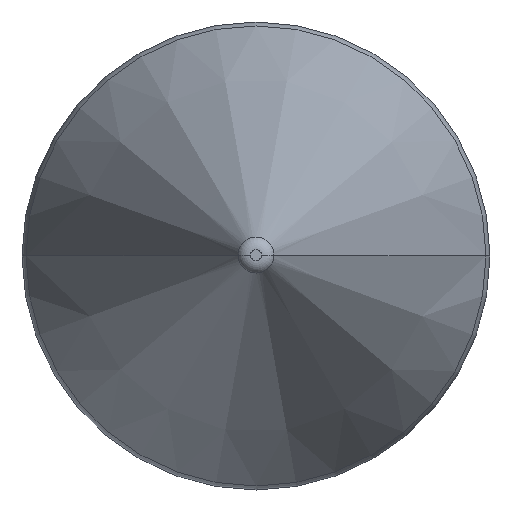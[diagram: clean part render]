
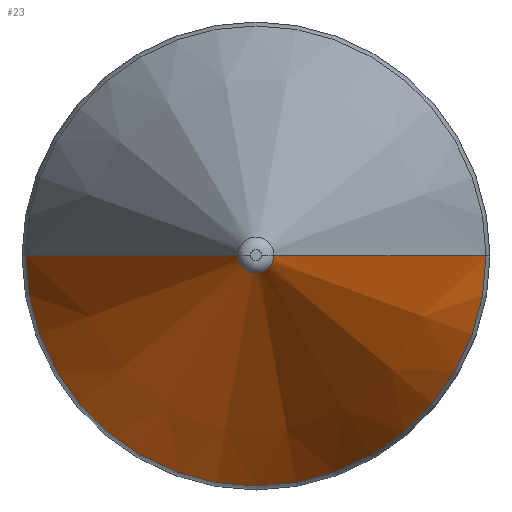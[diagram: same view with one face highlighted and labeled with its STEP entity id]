
A CAD part, top view. The second image highlights one B-rep face of the part: STEP entity #23.
In plain terms, the highlighted conical face has half-angle 22.5 degrees and reference radius 0.265 mm.
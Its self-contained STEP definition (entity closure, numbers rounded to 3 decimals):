
#12 = EDGE_CURVE ( 'NONE', #109, #76, #149, .T. ) ;
#16 = ORIENTED_EDGE ( 'NONE', *, *, #33, .T. ) ;
#23 = ADVANCED_FACE ( 'NONE', ( #228 ), #198, .T. ) ;
#28 = ORIENTED_EDGE ( 'NONE', *, *, #77, .F. ) ;
#30 = ORIENTED_EDGE ( 'NONE', *, *, #12, .T. ) ;
#33 = EDGE_CURVE ( 'NONE', #76, #88, #147, .T. ) ;
#35 = ORIENTED_EDGE ( 'NONE', *, *, #37, .F. ) ;
#36 = EDGE_LOOP ( 'NONE', ( #28, #35, #30, #16 ) ) ;
#37 = EDGE_CURVE ( 'NONE', #109, #85, #270, .T. ) ;
#76 = VERTEX_POINT ( 'NONE', #337 ) ;
#77 = EDGE_CURVE ( 'NONE', #85, #88, #372, .T. ) ;
#85 = VERTEX_POINT ( 'NONE', #403 ) ;
#88 = VERTEX_POINT ( 'NONE', #443 ) ;
#109 = VERTEX_POINT ( 'NONE', #393 ) ;
#116 = DIRECTION ( 'NONE',  ( 0., 0., 1. ) ) ;
#119 = CARTESIAN_POINT ( 'NONE',  ( -0.265, 0., 39.877 ) ) ;
#124 = DIRECTION ( 'NONE',  ( 1., 0., 0. ) ) ;
#135 = DIRECTION ( 'NONE',  ( -0.383, 0., -0.924 ) ) ;
#136 = VECTOR ( 'NONE', #135, 1000. ) ;
#141 = AXIS2_PLACEMENT_3D ( 'NONE', #159, #116, #124 ) ;
#147 = CIRCLE ( 'NONE', #141, 3.39 ) ;
#149 = LINE ( 'NONE', #119, #136 ) ;
#159 = CARTESIAN_POINT ( 'NONE',  ( 0., 0., 32.332 ) ) ;
#191 = AXIS2_PLACEMENT_3D ( 'NONE', #230, #207, #197 ) ;
#197 = DIRECTION ( 'NONE',  ( -1., 0., 0. ) ) ;
#198 = CONICAL_SURFACE ( 'NONE', #191, 0.265, 0.393 ) ;
#207 = DIRECTION ( 'NONE',  ( 0., 0., -1. ) ) ;
#228 = FACE_OUTER_BOUND ( 'NONE', #36, .T. ) ;
#230 = CARTESIAN_POINT ( 'NONE',  ( 0., 0., 39.877 ) ) ;
#257 = DIRECTION ( 'NONE',  ( 1., 0., 0. ) ) ;
#270 = CIRCLE ( 'NONE', #302, 0.265 ) ;
#300 = DIRECTION ( 'NONE',  ( 0., 0., 1. ) ) ;
#301 = CARTESIAN_POINT ( 'NONE',  ( 0., 0., 39.877 ) ) ;
#302 = AXIS2_PLACEMENT_3D ( 'NONE', #301, #300, #257 ) ;
#337 = CARTESIAN_POINT ( 'NONE',  ( -3.39, 0., 32.332 ) ) ;
#369 = DIRECTION ( 'NONE',  ( 0.383, 0., -0.924 ) ) ;
#370 = VECTOR ( 'NONE', #369, 1000. ) ;
#371 = CARTESIAN_POINT ( 'NONE',  ( 0.265, 0., 39.877 ) ) ;
#372 = LINE ( 'NONE', #371, #370 ) ;
#393 = CARTESIAN_POINT ( 'NONE',  ( -0.265, 0., 39.877 ) ) ;
#403 = CARTESIAN_POINT ( 'NONE',  ( 0.265, 0., 39.877 ) ) ;
#443 = CARTESIAN_POINT ( 'NONE',  ( 3.39, 0., 32.332 ) ) ;
